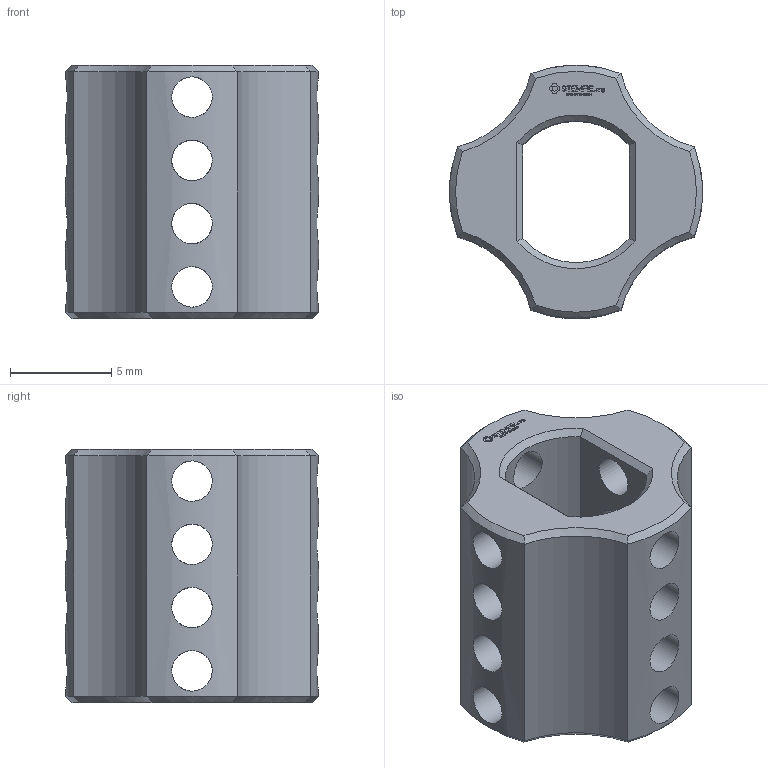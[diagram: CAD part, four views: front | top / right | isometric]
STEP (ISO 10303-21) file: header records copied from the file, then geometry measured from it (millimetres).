
FILE_DESCRIPTION(('FreeCAD Model'),'2;1');
FILE_NAME('Open CASCADE Shape Model','2024-06-15T23:55:55',(''),(''), 'Open CASCADE STEP processor 7.6','FreeCAD','Unknown');
FILE_SCHEMA(('AUTOMOTIVE_DESIGN { 1 0 10303 214 1 1 1 1 }'));
Length unit declared in the file: millimetre
Products named in the file (1): Power-Transmission Hub PLN IDX FXD BU01.00 - SPN-PTH-0004 
(stemfie.org)
Bounding box: 12.5 x 12.5 x 12.5 mm (x, y, z)
Volume: 741.1 mm3; surface area: 1103.8 mm2
Topology: 1 solids, 1 shells, 499 faces, 1376 edges, 912 vertices
Faces by surface type: plane 319, extrusion 134, cylinder 26, cone 20
Full cylindrical faces by diameter (mm): 2 x16
Entity records: 17056 total; most frequent: CARTESIAN_POINT 4760, ORIENTED_EDGE 2752, DIRECTION 2014, EDGE_CURVE 1376, VECTOR 1138, LINE 1004, VERTEX_POINT 912, FACE_BOUND 566
